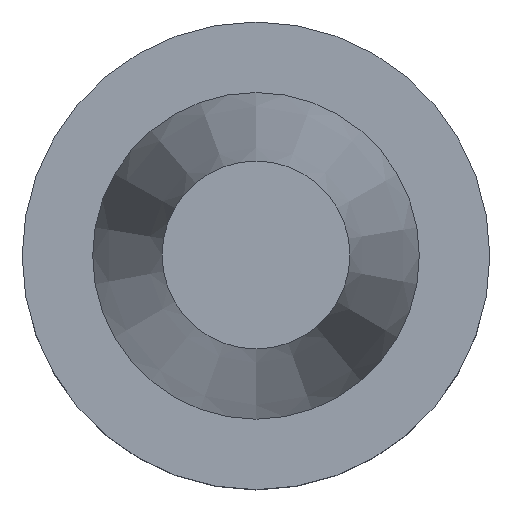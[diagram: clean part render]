
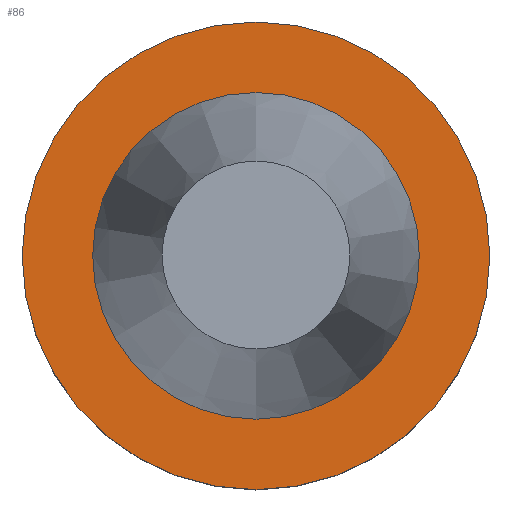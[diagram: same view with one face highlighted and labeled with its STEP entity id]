
A CAD part, top view. The second image highlights one B-rep face of the part: STEP entity #86.
In plain terms, the highlighted planar face has unit normal (0, 0, 1).
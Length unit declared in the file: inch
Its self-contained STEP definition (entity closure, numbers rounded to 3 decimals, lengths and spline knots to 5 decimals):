
#86=ADVANCED_FACE('Unnamed[1]',(#218,#219),#220,.T.);
#139=EDGE_CURVE('Unnamed[1]',#299,#299,#300,.T.);
#149=EDGE_CURVE('Unnamed[1]',#315,#315,#316,.T.);
#218=FACE_BOUND('',#398,.T.);
#219=FACE_OUTER_BOUND('',#399,.T.);
#220=PLANE('',#400);
#299=VERTEX_POINT('',#499);
#300=CIRCLE('',#500,50.0);
#315=VERTEX_POINT('',#519);
#316=CIRCLE('',#520,34.925);
#398=EDGE_LOOP('',(#599));
#399=EDGE_LOOP('',(#600));
#400=AXIS2_PLACEMENT_3D('',#601,#602,#603);
#499=CARTESIAN_POINT('',(0.,50.0,-1.5));
#500=AXIS2_PLACEMENT_3D('',#689,#690,#691);
#519=CARTESIAN_POINT('',(0.,34.925,-1.5));
#520=AXIS2_PLACEMENT_3D('',#707,#708,#709);
#599=ORIENTED_EDGE('',*,*,#149,.F.);
#600=ORIENTED_EDGE('',*,*,#139,.T.);
#601=CARTESIAN_POINT('',(0.,42.4625,-1.5));
#602=DIRECTION('',(0.,0.,1.0));
#603=DIRECTION('',(0.,1.0,0.));
#689=CARTESIAN_POINT('',(0.,0.,-1.5));
#690=DIRECTION('',(0.,0.,1.0));
#691=DIRECTION('',(0.,1.0,0.));
#707=CARTESIAN_POINT('',(0.,0.,-1.5));
#708=DIRECTION('',(0.,0.,1.0));
#709=DIRECTION('',(0.,1.0,0.));
